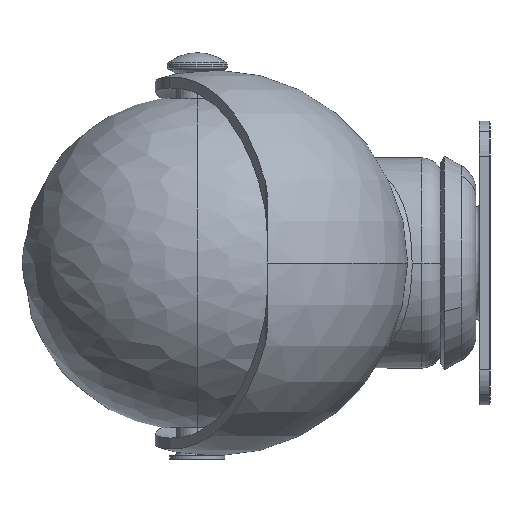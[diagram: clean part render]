
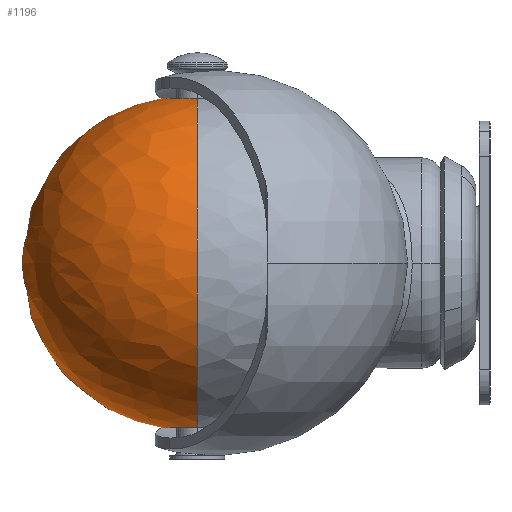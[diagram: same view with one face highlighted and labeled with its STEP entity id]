
A CAD part, left-side view. The second image highlights one B-rep face of the part: STEP entity #1196.
In plain terms, the highlighted free-form (B-spline) face has degree [2, 2] with [5, 9] control points.
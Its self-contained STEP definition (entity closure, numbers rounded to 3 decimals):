
#58 =( BOUNDED_CURVE ( )  B_SPLINE_CURVE ( 2, ( #3052, #1034, #3176, #3675, #2691 ),
 .UNSPECIFIED., .F., .F. ) 
 B_SPLINE_CURVE_WITH_KNOTS ( ( 3, 2, 3 ),
 ( -1.41, 0., 1.41 ),
 .UNSPECIFIED. ) 
 CURVE ( )  GEOMETRIC_REPRESENTATION_ITEM ( )  RATIONAL_B_SPLINE_CURVE ( ( 1., 0.762, 1., 0.762, 1. ) ) 
 REPRESENTATION_ITEM ( '' )  );
#166 = CARTESIAN_POINT ( 'NONE',  ( 0., -25., 0. ) ) ;
#187 = CARTESIAN_POINT ( 'NONE',  ( 25., 0., -20.261 ) ) ;
#211 = CARTESIAN_POINT ( 'NONE',  ( 5., 5., 23.5 ) ) ;
#504 = EDGE_LOOP ( 'NONE', ( #4980, #3392, #2519, #3065 ) ) ;
#595 = VERTEX_POINT ( 'NONE', #6133 ) ;
#632 = CARTESIAN_POINT ( 'NONE',  ( -25., 25., 20.261 ) ) ;
#639 =( BOUNDED_SURFACE ( )  B_SPLINE_SURFACE ( 2, 2, ( 
 ( #3104, #5636, #3604, #4110, #1052, #6208, #4620, #3628, #1069 ),
 ( #693, #1727, #5253, #3712, #187, #6300, #2207, #2188, #1684 ),
 ( #5239, #5303, #166, #5716, #3213, #3276, #5739, #2718, #1712 ),
 ( #5284, #2247, #713, #1660, #6253, #2747, #3237, #632, #5218 ),
 ( #6319, #656, #6233, #2703, #2279, #211, #4222, #3737, #4200 ) ),
 .UNSPECIFIED., .F., .T., .T. ) 
 B_SPLINE_SURFACE_WITH_KNOTS ( ( 3, 2, 3 ),
 ( 3, 2, 2, 2, 3 ),
 ( -1.41, 0., 1.41 ),
 ( -3.142, -1.571, 0., 1.571, 3.142 ),
 .UNSPECIFIED. ) 
 GEOMETRIC_REPRESENTATION_ITEM ( )  RATIONAL_B_SPLINE_SURFACE ( (
 ( 1., 0.707, 1., 0.707, 1., 0.707, 1., 0.707, 1.),
 ( 0.762, 0.538, 0.762, 0.538, 0.762, 0.538, 0.762, 0.538, 0.762),
 ( 1., 0.707, 1., 0.707, 1., 0.707, 1., 0.707, 1.),
 ( 0.762, 0.538, 0.762, 0.538, 0.762, 0.538, 0.762, 0.538, 0.762),
 ( 1., 0.707, 1., 0.707, 1., 0.707, 1., 0.707, 1.) ) ) 
 REPRESENTATION_ITEM ( '' )  SURFACE ( )  );
#656 = CARTESIAN_POINT ( 'NONE',  ( -5., -5., 23.5 ) ) ;
#693 = CARTESIAN_POINT ( 'NONE',  ( -25., 0., -20.261 ) ) ;
#713 = CARTESIAN_POINT ( 'NONE',  ( 0., -25., 20.261 ) ) ;
#761 = VERTEX_POINT ( 'NONE', #3403 ) ;
#800 = EDGE_CURVE ( 'NONE', #761, #5343, #4486, .T. ) ;
#1034 = CARTESIAN_POINT ( 'NONE',  ( -25., 0., -20.261 ) ) ;
#1052 = CARTESIAN_POINT ( 'NONE',  ( 5., 0., -23.5 ) ) ;
#1069 = CARTESIAN_POINT ( 'NONE',  ( -5., 0., -23.5 ) ) ;
#1196 = ADVANCED_FACE ( 'NONE', ( #1583 ), #639, .F. ) ;
#1386 = AXIS2_PLACEMENT_3D ( 'NONE', #4665, #2095, #3508 ) ;
#1489 = CARTESIAN_POINT ( 'NONE',  ( -5., 0., -23.5 ) ) ;
#1583 = FACE_OUTER_BOUND ( 'NONE', #504, .T. ) ;
#1660 = CARTESIAN_POINT ( 'NONE',  ( 25., -25., 20.261 ) ) ;
#1684 = CARTESIAN_POINT ( 'NONE',  ( -25., 0., -20.261 ) ) ;
#1712 = CARTESIAN_POINT ( 'NONE',  ( -25., 0., 0. ) ) ;
#1727 = CARTESIAN_POINT ( 'NONE',  ( -25., -25., -20.261 ) ) ;
#1825 = AXIS2_PLACEMENT_3D ( 'NONE', #4910, #1967, #5000 ) ;
#1967 = DIRECTION ( 'NONE',  ( 0., 0., 1. ) ) ;
#2095 = DIRECTION ( 'NONE',  ( 0., 0., 1. ) ) ;
#2179 = CIRCLE ( 'NONE', #1386, 5. ) ;
#2188 = CARTESIAN_POINT ( 'NONE',  ( -25., 25., -20.261 ) ) ;
#2207 = CARTESIAN_POINT ( 'NONE',  ( 0., 25., -20.261 ) ) ;
#2247 = CARTESIAN_POINT ( 'NONE',  ( -25., -25., 20.261 ) ) ;
#2279 = CARTESIAN_POINT ( 'NONE',  ( 5., 0., 23.5 ) ) ;
#2481 = CARTESIAN_POINT ( 'NONE',  ( 5., 0., 23.5 ) ) ;
#2519 = ORIENTED_EDGE ( 'NONE', *, *, #4806, .F. ) ;
#2691 = CARTESIAN_POINT ( 'NONE',  ( -5., 0., 23.5 ) ) ;
#2703 = CARTESIAN_POINT ( 'NONE',  ( 5., -5., 23.5 ) ) ;
#2718 = CARTESIAN_POINT ( 'NONE',  ( -25., 25., 0. ) ) ;
#2747 = CARTESIAN_POINT ( 'NONE',  ( 25., 25., 20.261 ) ) ;
#2942 = CARTESIAN_POINT ( 'NONE',  ( 5., 0., 23.5 ) ) ;
#3052 = CARTESIAN_POINT ( 'NONE',  ( -5., 0., -23.5 ) ) ;
#3065 = ORIENTED_EDGE ( 'NONE', *, *, #5744, .F. ) ;
#3104 = CARTESIAN_POINT ( 'NONE',  ( -5., 0., -23.5 ) ) ;
#3176 = CARTESIAN_POINT ( 'NONE',  ( -25., 0., 0. ) ) ;
#3213 = CARTESIAN_POINT ( 'NONE',  ( 25., 0., 0. ) ) ;
#3237 = CARTESIAN_POINT ( 'NONE',  ( 0., 25., 20.261 ) ) ;
#3276 = CARTESIAN_POINT ( 'NONE',  ( 25., 25., 0. ) ) ;
#3392 = ORIENTED_EDGE ( 'NONE', *, *, #800, .T. ) ;
#3403 = CARTESIAN_POINT ( 'NONE',  ( 5., 0., -23.5 ) ) ;
#3508 = DIRECTION ( 'NONE',  ( 1., 0., 0. ) ) ;
#3604 = CARTESIAN_POINT ( 'NONE',  ( 0., -5., -23.5 ) ) ;
#3628 = CARTESIAN_POINT ( 'NONE',  ( -5., 5., -23.5 ) ) ;
#3675 = CARTESIAN_POINT ( 'NONE',  ( -25., 0., 20.261 ) ) ;
#3712 = CARTESIAN_POINT ( 'NONE',  ( 25., -25., -20.261 ) ) ;
#3737 = CARTESIAN_POINT ( 'NONE',  ( -5., 5., 23.5 ) ) ;
#4110 = CARTESIAN_POINT ( 'NONE',  ( 5., -5., -23.5 ) ) ;
#4200 = CARTESIAN_POINT ( 'NONE',  ( -5., 0., 23.5 ) ) ;
#4222 = CARTESIAN_POINT ( 'NONE',  ( 0., 5., 23.5 ) ) ;
#4452 = CARTESIAN_POINT ( 'NONE',  ( 5., 0., -23.5 ) ) ;
#4486 =( BOUNDED_CURVE ( )  B_SPLINE_CURVE ( 2, ( #4452, #6512, #5954, #6423, #2942 ),
 .UNSPECIFIED., .F., .F. ) 
 B_SPLINE_CURVE_WITH_KNOTS ( ( 3, 2, 3 ),
 ( -1.41, 0., 1.41 ),
 .UNSPECIFIED. ) 
 CURVE ( )  GEOMETRIC_REPRESENTATION_ITEM ( )  RATIONAL_B_SPLINE_CURVE ( ( 1., 0.762, 1., 0.762, 1. ) ) 
 REPRESENTATION_ITEM ( '' )  );
#4620 = CARTESIAN_POINT ( 'NONE',  ( 0., 5., -23.5 ) ) ;
#4665 = CARTESIAN_POINT ( 'NONE',  ( 0., 0., -23.5 ) ) ;
#4806 = EDGE_CURVE ( 'NONE', #595, #5343, #5354, .T. ) ;
#4876 = EDGE_CURVE ( 'NONE', #4877, #761, #2179, .T. ) ;
#4877 = VERTEX_POINT ( 'NONE', #1489 ) ;
#4910 = CARTESIAN_POINT ( 'NONE',  ( 0., 0., 23.5 ) ) ;
#4980 = ORIENTED_EDGE ( 'NONE', *, *, #4876, .T. ) ;
#5000 = DIRECTION ( 'NONE',  ( 1., 0., 0. ) ) ;
#5218 = CARTESIAN_POINT ( 'NONE',  ( -25., 0., 20.261 ) ) ;
#5239 = CARTESIAN_POINT ( 'NONE',  ( -25., 0., 0. ) ) ;
#5253 = CARTESIAN_POINT ( 'NONE',  ( 0., -25., -20.261 ) ) ;
#5284 = CARTESIAN_POINT ( 'NONE',  ( -25., 0., 20.261 ) ) ;
#5303 = CARTESIAN_POINT ( 'NONE',  ( -25., -25., 0. ) ) ;
#5343 = VERTEX_POINT ( 'NONE', #2481 ) ;
#5354 = CIRCLE ( 'NONE', #1825, 5. ) ;
#5636 = CARTESIAN_POINT ( 'NONE',  ( -5., -5., -23.5 ) ) ;
#5716 = CARTESIAN_POINT ( 'NONE',  ( 25., -25., 0. ) ) ;
#5739 = CARTESIAN_POINT ( 'NONE',  ( 0., 25., 0. ) ) ;
#5744 = EDGE_CURVE ( 'NONE', #4877, #595, #58, .T. ) ;
#5954 = CARTESIAN_POINT ( 'NONE',  ( 25., 0., 0. ) ) ;
#6133 = CARTESIAN_POINT ( 'NONE',  ( -5., 0., 23.5 ) ) ;
#6208 = CARTESIAN_POINT ( 'NONE',  ( 5., 5., -23.5 ) ) ;
#6233 = CARTESIAN_POINT ( 'NONE',  ( 0., -5., 23.5 ) ) ;
#6253 = CARTESIAN_POINT ( 'NONE',  ( 25., 0., 20.261 ) ) ;
#6300 = CARTESIAN_POINT ( 'NONE',  ( 25., 25., -20.261 ) ) ;
#6319 = CARTESIAN_POINT ( 'NONE',  ( -5., 0., 23.5 ) ) ;
#6423 = CARTESIAN_POINT ( 'NONE',  ( 25., 0., 20.261 ) ) ;
#6512 = CARTESIAN_POINT ( 'NONE',  ( 25., 0., -20.261 ) ) ;
